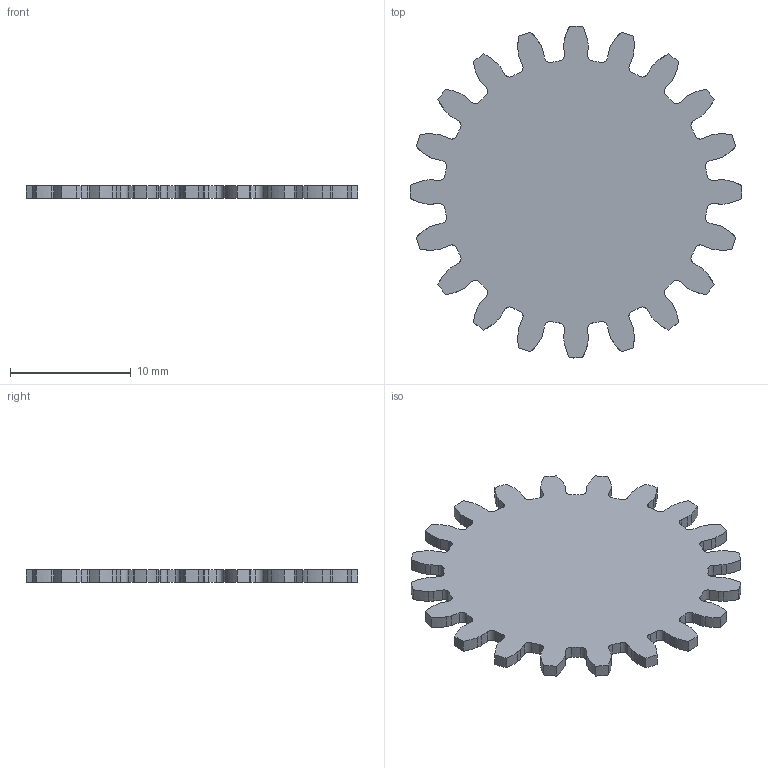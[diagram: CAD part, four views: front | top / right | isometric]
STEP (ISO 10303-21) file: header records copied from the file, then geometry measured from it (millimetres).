
FILE_DESCRIPTION(('FreeCAD Model'),'2;1');
FILE_NAME( 'Gear_20ext_m125.step', '2017-01-17T08:15:10',('Author'),(''), 'Open CASCADE STEP processor 6.8','FreeCAD','Unknown');
FILE_SCHEMA(('CONFIG_CONTROL_DESIGN','SHAPE_APPEARANCE_LAYER_MIM'));
Length unit declared in the file: inch
Products named in the file (2): ASSEMBLY; N20_m125_ext
Assembly tree (1 placements, depth 2):
  ASSEMBLY
    N20_m125_ext
Bounding box: 27.5 x 27.5 x 1 mm (x, y, z)
Volume: 478.5 mm3; surface area: 1119.8 mm2
Topology: 1 solids, 1 shells, 202 faces, 600 edges, 400 vertices
Faces by surface type: extrusion 80, cylinder 80, plane 42
Entity records: 15473 total; most frequent: CARTESIAN_POINT 4084, DIRECTION 1888, VECTOR 1240, ORIENTED_EDGE 1200, PCURVE 1200, DEFINITIONAL_REPRESENTATION 1200, LINE 1160, EDGE_CURVE 600
